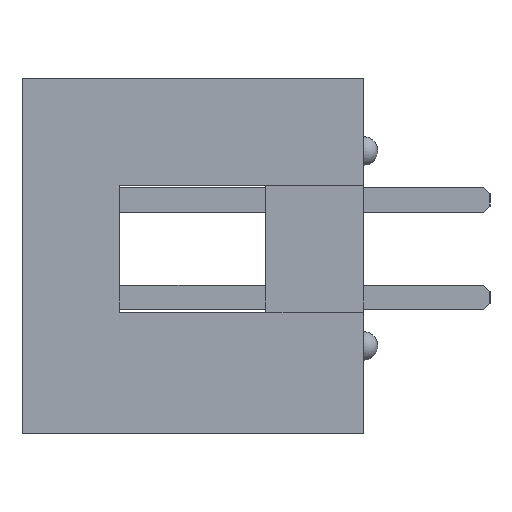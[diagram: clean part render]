
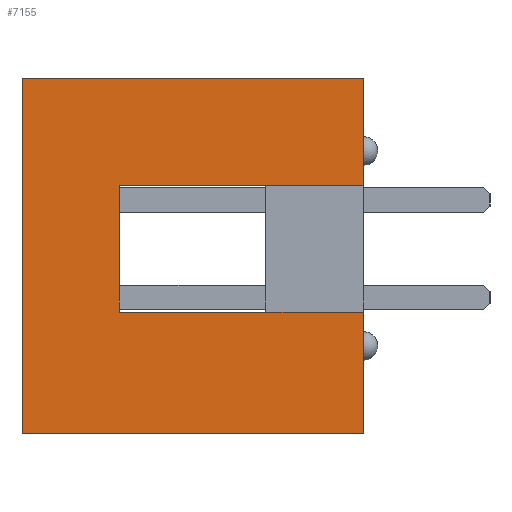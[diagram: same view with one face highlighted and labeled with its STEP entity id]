
A CAD part, left-side view. The second image highlights one B-rep face of the part: STEP entity #7155.
In plain terms, the highlighted planar face has unit normal (-1, 0, 0).
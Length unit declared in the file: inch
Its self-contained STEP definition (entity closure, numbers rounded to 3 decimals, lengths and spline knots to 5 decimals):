
#141=ORIENTED_EDGE('',*,*,#2199,.F.);
#142=ORIENTED_EDGE('',*,*,#2225,.F.);
#143=ORIENTED_EDGE('',*,*,#2222,.F.);
#144=ORIENTED_EDGE('',*,*,#2246,.F.);
#145=ORIENTED_EDGE('',*,*,#2247,.T.);
#146=ORIENTED_EDGE('',*,*,#2248,.T.);
#147=ORIENTED_EDGE('',*,*,#2218,.F.);
#148=ORIENTED_EDGE('',*,*,#2238,.F.);
#2199=EDGE_CURVE('',#3259,#3239,#3967,.T.);
#2218=EDGE_CURVE('',#3278,#3279,#3982,.T.);
#2222=EDGE_CURVE('',#3282,#3283,#3986,.T.);
#2225=EDGE_CURVE('',#3283,#3259,#3989,.T.);
#2238=EDGE_CURVE('',#3239,#3278,#4002,.T.);
#2246=EDGE_CURVE('',#3293,#3282,#4010,.T.);
#2247=EDGE_CURVE('',#3293,#3294,#4011,.T.);
#2248=EDGE_CURVE('',#3294,#3279,#4012,.T.);
#3239=VERTEX_POINT('',#9729);
#3259=VERTEX_POINT('',#9770);
#3278=VERTEX_POINT('',#9809);
#3279=VERTEX_POINT('',#9811);
#3282=VERTEX_POINT('',#9817);
#3283=VERTEX_POINT('',#9819);
#3293=VERTEX_POINT('',#9861);
#3294=VERTEX_POINT('',#9863);
#3967=LINE('',#9771,#5025);
#3982=LINE('',#9810,#5040);
#3986=LINE('',#9818,#5044);
#3989=LINE('',#9823,#5047);
#4002=LINE('',#9846,#5060);
#4010=LINE('',#9860,#5068);
#4011=LINE('',#9862,#5069);
#4012=LINE('',#9864,#5070);
#5025=VECTOR('',#7949,39.37008);
#5040=VECTOR('',#7974,39.37008);
#5044=VECTOR('',#7978,39.37008);
#5047=VECTOR('',#7983,39.37008);
#5060=VECTOR('',#8006,39.37008);
#5068=VECTOR('',#8018,39.37008);
#5069=VECTOR('',#8019,39.37008);
#5070=VECTOR('',#8020,39.37008);
#6069=EDGE_LOOP('',(#141,#142,#143,#144,#145,#146,#147,#148));
#6435=FACE_BOUND('',#6069,.T.);
#6797=PLANE('',#7558);
#7155=ADVANCED_FACE('',(#6435),#6797,.F.);
#7558=AXIS2_PLACEMENT_3D('',#9859,#8016,#8017);
#7949=DIRECTION('',(0.,0.,1.));
#7974=DIRECTION('',(0.,0.,-1.));
#7978=DIRECTION('',(0.,0.,-1.));
#7983=DIRECTION('',(0.,1.,0.));
#8006=DIRECTION('',(0.,-1.,0.));
#8016=DIRECTION('',(1.,0.,0.));
#8017=DIRECTION('',(0.,0.,-1.));
#8018=DIRECTION('',(0.,-1.,0.));
#8019=DIRECTION('',(0.,0.,1.));
#8020=DIRECTION('',(0.,-1.,0.));
#9729=CARTESIAN_POINT('',(-0.725,0.35,0.175));
#9770=CARTESIAN_POINT('',(-0.725,0.35,-0.19));
#9771=CARTESIAN_POINT('',(-0.725,0.35,-0.19));
#9809=CARTESIAN_POINT('',(-0.725,0.,0.175));
#9810=CARTESIAN_POINT('',(-0.725,0.,0.175));
#9811=CARTESIAN_POINT('',(-0.725,0.,0.065));
#9817=CARTESIAN_POINT('',(-0.725,0.,-0.065));
#9818=CARTESIAN_POINT('',(-0.725,0.,0.175));
#9819=CARTESIAN_POINT('',(-0.725,0.,-0.19));
#9823=CARTESIAN_POINT('',(-0.725,0.,-0.19));
#9846=CARTESIAN_POINT('',(-0.725,0.35,0.175));
#9859=CARTESIAN_POINT('',(-0.725,0.,0.));
#9860=CARTESIAN_POINT('',(-0.725,0.25,-0.065));
#9861=CARTESIAN_POINT('',(-0.725,0.25,-0.065));
#9862=CARTESIAN_POINT('',(-0.725,0.25,0.));
#9863=CARTESIAN_POINT('',(-0.725,0.25,0.065));
#9864=CARTESIAN_POINT('',(-0.725,0.25,0.065));
